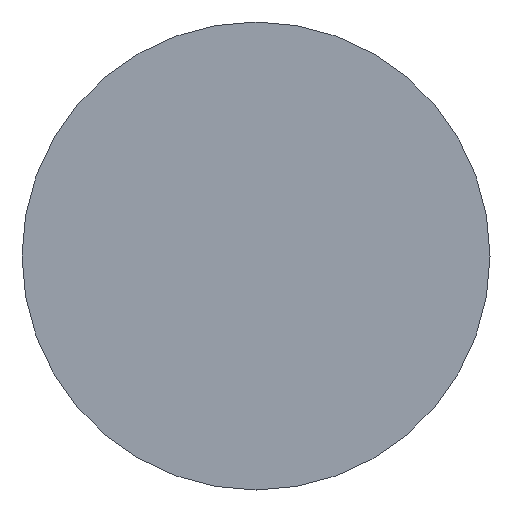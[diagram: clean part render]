
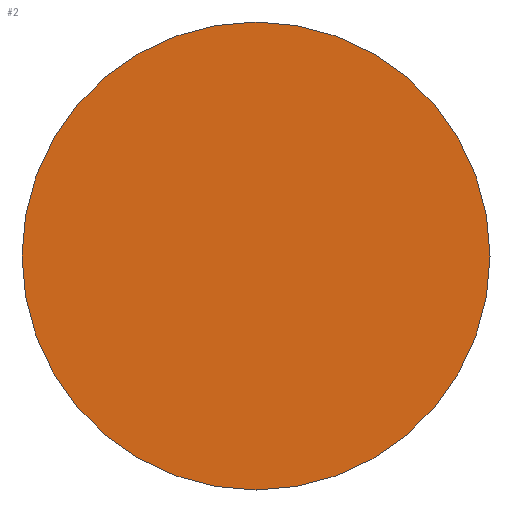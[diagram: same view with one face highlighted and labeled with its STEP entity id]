
A CAD part, front view. The second image highlights one B-rep face of the part: STEP entity #2.
In plain terms, the highlighted planar face has unit normal (0, -1, 0).
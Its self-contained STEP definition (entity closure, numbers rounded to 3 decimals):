
#2 = ADVANCED_FACE ( 'NONE', ( #237 ), #58, .F. ) ;
#14 = ORIENTED_EDGE ( 'NONE', *, *, #39, .F. ) ;
#25 = EDGE_LOOP ( 'NONE', ( #309, #14 ) ) ;
#32 = DIRECTION ( 'NONE',  ( 0., 0., 1. ) ) ;
#39 = EDGE_CURVE ( 'NONE', #76, #130, #325, .T. ) ;
#41 = AXIS2_PLACEMENT_3D ( 'NONE', #317, #110, #60 ) ;
#58 = PLANE ( 'NONE',  #41 ) ;
#60 = DIRECTION ( 'NONE',  ( 0., 0., 1. ) ) ;
#76 = VERTEX_POINT ( 'NONE', #133 ) ;
#110 = DIRECTION ( 'NONE',  ( 0., 1., 0. ) ) ;
#130 = VERTEX_POINT ( 'NONE', #150 ) ;
#133 = CARTESIAN_POINT ( 'NONE',  ( 0., -7.5, -5. ) ) ;
#150 = CARTESIAN_POINT ( 'NONE',  ( 0., -7.5, 5. ) ) ;
#157 = DIRECTION ( 'NONE',  ( 0., 1., 0. ) ) ;
#168 = DIRECTION ( 'NONE',  ( 0., 1., 0. ) ) ;
#193 = CIRCLE ( 'NONE', #230, 5. ) ;
#197 = AXIS2_PLACEMENT_3D ( 'NONE', #292, #168, #32 ) ;
#213 = EDGE_CURVE ( 'NONE', #130, #76, #193, .T. ) ;
#230 = AXIS2_PLACEMENT_3D ( 'NONE', #258, #157, #277 ) ;
#237 = FACE_OUTER_BOUND ( 'NONE', #25, .T. ) ;
#258 = CARTESIAN_POINT ( 'NONE',  ( 0., -7.5, 0. ) ) ;
#277 = DIRECTION ( 'NONE',  ( 0., 0., 1. ) ) ;
#292 = CARTESIAN_POINT ( 'NONE',  ( 0., -7.5, 0. ) ) ;
#309 = ORIENTED_EDGE ( 'NONE', *, *, #213, .F. ) ;
#317 = CARTESIAN_POINT ( 'NONE',  ( 0., -7.5, 0. ) ) ;
#325 = CIRCLE ( 'NONE', #197, 5. ) ;
